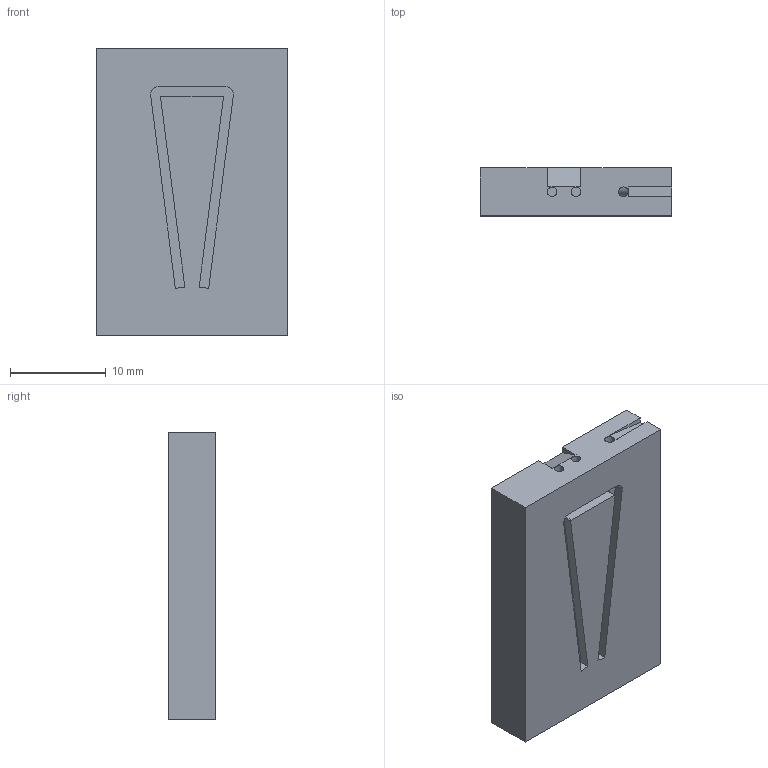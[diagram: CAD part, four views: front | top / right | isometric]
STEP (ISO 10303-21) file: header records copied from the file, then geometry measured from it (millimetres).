
FILE_DESCRIPTION(/* description */ (''),/* implementation_level */ '2;1');
FILE_NAME(/* name */ '5f0e2d3e8d32a815909f094f',/* time_stamp */ '2020-07-14T22:10:06+00:00',/* author */ (''),/* organization */ (''),/* preprocessor_version */ 'ST-DEVELOPER v16.7',/* originating_system */ $,/* authorisation */ $);
FILE_SCHEMA (('AUTOMOTIVE_DESIGN {1 0 10303 214 3 1 1}'));
Length unit declared in the file: metre
Products named in the file (1): carry lever spring tool
Bounding box: 20 x 5 x 30 mm (x, y, z)
Volume: 2919.6 mm3; surface area: 1911.7 mm2
Topology: 1 solids, 1 shells, 33 faces, 86 edges, 56 vertices
Faces by surface type: plane 26, cylinder 7
Full cylindrical faces by diameter (mm): 1 x3
Entity records: 991 total; most frequent: CARTESIAN_POINT 170, DIRECTION 161, ORIENTED_EDGE 160, EDGE_CURVE 80, LINE 65, VECTOR 65, VERTEX_POINT 53, AXIS2_PLACEMENT_3D 48
